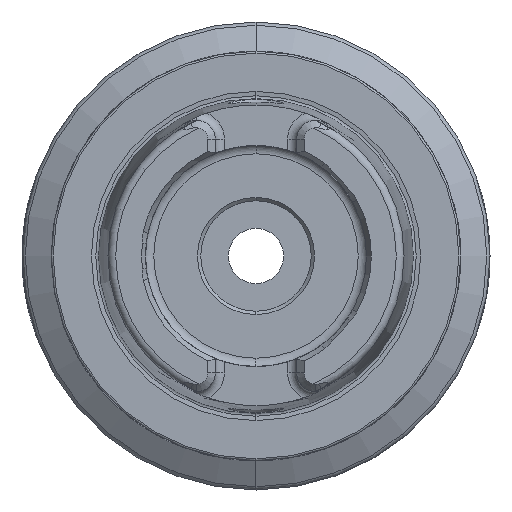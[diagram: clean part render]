
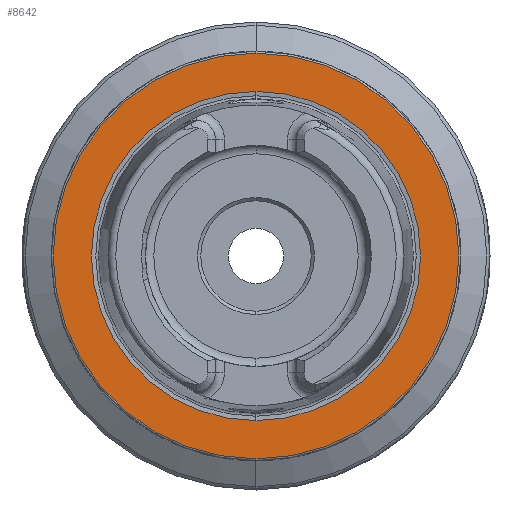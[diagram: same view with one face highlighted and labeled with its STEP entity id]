
A CAD part, left-side view. The second image highlights one B-rep face of the part: STEP entity #8642.
In plain terms, the highlighted planar face has unit normal (-1, 0, 0).
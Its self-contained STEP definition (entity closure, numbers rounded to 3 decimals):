
#192 = VERTEX_POINT ( 'NONE', #1125 ) ;
#1125 = CARTESIAN_POINT ( 'NONE',  ( 0., 0., -25.324 ) ) ;
#1624 = EDGE_CURVE ( 'NONE', #192, #11923, #9159, .T. ) ;
#1628 = EDGE_CURVE ( 'NONE', #11913, #10920, #9166, .T. ) ;
#1994 = EDGE_CURVE ( 'NONE', #10920, #11913, #2566, .T. ) ;
#1995 = EDGE_CURVE ( 'NONE', #11923, #192, #2565, .T. ) ;
#2565 = CIRCLE ( 'NONE', #9018, 25.324 ) ;
#2566 = CIRCLE ( 'NONE', #9017, 31.2 ) ;
#2690 = FACE_BOUND ( 'NONE', #10895, .T. ) ;
#2703 = FACE_OUTER_BOUND ( 'NONE', #10890, .T. ) ;
#3206 = CARTESIAN_POINT ( 'NONE',  ( 0., 0., 0. ) ) ;
#3207 = DIRECTION ( 'NONE',  ( -1., 0., 0. ) ) ;
#3208 = DIRECTION ( 'NONE',  ( 0., 0., 1. ) ) ;
#3209 = CARTESIAN_POINT ( 'NONE',  ( 0., 0., 0. ) ) ;
#3210 = DIRECTION ( 'NONE',  ( -1., 0., 0. ) ) ;
#3211 = DIRECTION ( 'NONE',  ( 0., 0., 1. ) ) ;
#3887 = AXIS2_PLACEMENT_3D ( 'NONE', #7839, #7840, #7841 ) ;
#6893 = CARTESIAN_POINT ( 'NONE',  ( 0., 0., -31.2 ) ) ;
#6989 = CARTESIAN_POINT ( 'NONE',  ( 0., 0., 25.324 ) ) ;
#6990 = CARTESIAN_POINT ( 'NONE',  ( 0., 0., 31.2 ) ) ;
#7835 = PLANE ( 'NONE',  #3887 ) ;
#7839 = CARTESIAN_POINT ( 'NONE',  ( 0., 31.2, 0. ) ) ;
#7840 = DIRECTION ( 'NONE',  ( 1., 0., 0. ) ) ;
#7841 = DIRECTION ( 'NONE',  ( 0., 0., -1. ) ) ;
#8642 = ADVANCED_FACE ( 'NONE', ( #2690, #2703 ), #7835, .F. ) ;
#8975 = AXIS2_PLACEMENT_3D ( 'NONE', #10229, #10230, #10231 ) ;
#8978 = AXIS2_PLACEMENT_3D ( 'NONE', #10240, #10241, #10242 ) ;
#9017 = AXIS2_PLACEMENT_3D ( 'NONE', #3206, #3207, #3208 ) ;
#9018 = AXIS2_PLACEMENT_3D ( 'NONE', #3209, #3210, #3211 ) ;
#9159 = CIRCLE ( 'NONE', #8975, 25.324 ) ;
#9166 = CIRCLE ( 'NONE', #8978, 31.2 ) ;
#10229 = CARTESIAN_POINT ( 'NONE',  ( 0., 0., 0. ) ) ;
#10230 = DIRECTION ( 'NONE',  ( -1., 0., 0. ) ) ;
#10231 = DIRECTION ( 'NONE',  ( 0., 0., 1. ) ) ;
#10240 = CARTESIAN_POINT ( 'NONE',  ( 0., 0., 0. ) ) ;
#10241 = DIRECTION ( 'NONE',  ( -1., 0., 0. ) ) ;
#10242 = DIRECTION ( 'NONE',  ( 0., 0., 1. ) ) ;
#10890 = EDGE_LOOP ( 'NONE', ( #11157, #11158 ) ) ;
#10895 = EDGE_LOOP ( 'NONE', ( #11155, #11156 ) ) ;
#10920 = VERTEX_POINT ( 'NONE', #6893 ) ;
#11155 = ORIENTED_EDGE ( 'NONE', *, *, #1995, .F. ) ;
#11156 = ORIENTED_EDGE ( 'NONE', *, *, #1624, .F. ) ;
#11157 = ORIENTED_EDGE ( 'NONE', *, *, #1628, .T. ) ;
#11158 = ORIENTED_EDGE ( 'NONE', *, *, #1994, .T. ) ;
#11913 = VERTEX_POINT ( 'NONE', #6990 ) ;
#11923 = VERTEX_POINT ( 'NONE', #6989 ) ;
